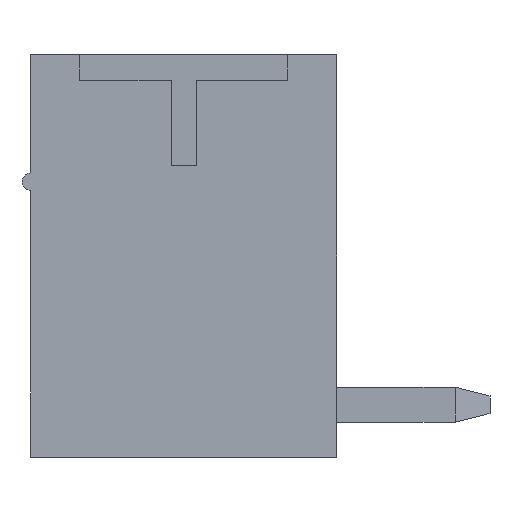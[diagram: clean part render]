
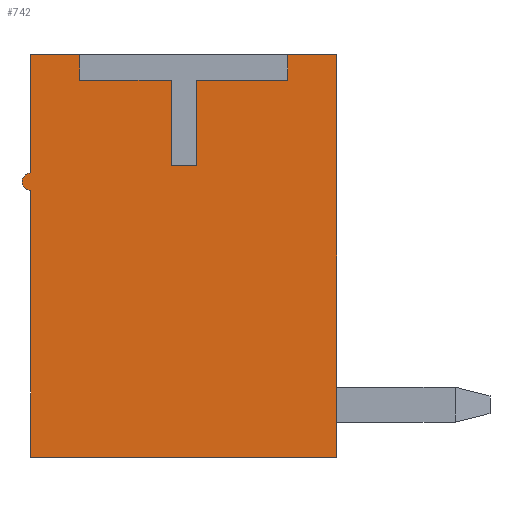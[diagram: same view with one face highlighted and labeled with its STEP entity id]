
A CAD part, left-side view. The second image highlights one B-rep face of the part: STEP entity #742.
In plain terms, the highlighted planar face has unit normal (-1, 0, 0).
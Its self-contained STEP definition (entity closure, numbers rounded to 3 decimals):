
#742 = ADVANCED_FACE( '', ( #1496 ), #1497, .F. );
#1496 = FACE_OUTER_BOUND( '', #2273, .T. );
#1497 = PLANE( '', #2274 );
#2273 = EDGE_LOOP( '', ( #4315, #4316, #4317, #4318, #4319, #4320, #4321, #4322, #4323, #4324, #4325, #4326, #4327, #4328 ) );
#2274 = AXIS2_PLACEMENT_3D( '', #4329, #4330, #4331 );
#4315 = ORIENTED_EDGE( '', *, *, #5001, .F. );
#4316 = ORIENTED_EDGE( '', *, *, #5624, .T. );
#4317 = ORIENTED_EDGE( '', *, *, #5587, .T. );
#4318 = ORIENTED_EDGE( '', *, *, #5145, .T. );
#4319 = ORIENTED_EDGE( '', *, *, #5460, .T. );
#4320 = ORIENTED_EDGE( '', *, *, #5625, .T. );
#4321 = ORIENTED_EDGE( '', *, *, #5590, .T. );
#4322 = ORIENTED_EDGE( '', *, *, #5626, .T. );
#4323 = ORIENTED_EDGE( '', *, *, #4997, .F. );
#4324 = ORIENTED_EDGE( '', *, *, #5520, .T. );
#4325 = ORIENTED_EDGE( '', *, *, #4841, .T. );
#4326 = ORIENTED_EDGE( '', *, *, #5177, .T. );
#4327 = ORIENTED_EDGE( '', *, *, #5407, .F. );
#4328 = ORIENTED_EDGE( '', *, *, #4908, .F. );
#4329 = CARTESIAN_POINT( '', ( -9.3, 0., 0. ) );
#4330 = DIRECTION( '', ( 1., 0., 0. ) );
#4331 = DIRECTION( '', ( 0., 0., -1. ) );
#4841 = EDGE_CURVE( '', #5822, #5820, #5823, .F. );
#4908 = EDGE_CURVE( '', #5941, #5943, #5944, .T. );
#4997 = EDGE_CURVE( '', #6100, #6102, #6103, .T. );
#5001 = EDGE_CURVE( '', #6108, #5941, #6110, .T. );
#5145 = EDGE_CURVE( '', #6350, #6351, #6352, .T. );
#5177 = EDGE_CURVE( '', #5820, #6396, #6398, .T. );
#5407 = EDGE_CURVE( '', #5943, #6396, #6726, .T. );
#5460 = EDGE_CURVE( '', #6351, #6797, #6798, .T. );
#5520 = EDGE_CURVE( '', #6100, #5822, #6870, .T. );
#5587 = EDGE_CURVE( '', #6953, #6350, #6954, .T. );
#5590 = EDGE_CURVE( '', #6957, #6958, #6959, .T. );
#5624 = EDGE_CURVE( '', #6108, #6953, #6996, .T. );
#5625 = EDGE_CURVE( '', #6797, #6957, #6997, .T. );
#5626 = EDGE_CURVE( '', #6958, #6102, #6998, .T. );
#5820 = VERTEX_POINT( '', #7249 );
#5822 = VERTEX_POINT( '', #7252 );
#5823 = CIRCLE( '', #7253, 0.2 );
#5941 = VERTEX_POINT( '', #7424 );
#5943 = VERTEX_POINT( '', #7427 );
#5944 = LINE( '', #7428, #7429 );
#6100 = VERTEX_POINT( '', #7656 );
#6102 = VERTEX_POINT( '', #7659 );
#6103 = LINE( '', #7660, #7661 );
#6108 = VERTEX_POINT( '', #7668 );
#6110 = LINE( '', #7671, #7672 );
#6350 = VERTEX_POINT( '', #8026 );
#6351 = VERTEX_POINT( '', #8027 );
#6352 = LINE( '', #8028, #8029 );
#6396 = VERTEX_POINT( '', #8094 );
#6398 = LINE( '', #8097, #8098 );
#6726 = LINE( '', #8593, #8594 );
#6797 = VERTEX_POINT( '', #8702 );
#6798 = LINE( '', #8703, #8704 );
#6870 = LINE( '', #8814, #8815 );
#6953 = VERTEX_POINT( '', #8938 );
#6954 = LINE( '', #8939, #8940 );
#6957 = VERTEX_POINT( '', #8944 );
#6958 = VERTEX_POINT( '', #8945 );
#6959 = LINE( '', #8946, #8947 );
#6996 = LINE( '', #9001, #9002 );
#6997 = LINE( '', #9003, #9004 );
#6998 = LINE( '', #9005, #9006 );
#7249 = CARTESIAN_POINT( '', ( -9.3, 3.4, 1.5 ) );
#7252 = CARTESIAN_POINT( '', ( -9.3, 3.4, 1.9 ) );
#7253 = AXIS2_PLACEMENT_3D( '', #9157, #9158, #9159 );
#7424 = CARTESIAN_POINT( '', ( -9.3, -3.6, 4.6 ) );
#7427 = CARTESIAN_POINT( '', ( -9.3, -3.6, -4.6 ) );
#7428 = CARTESIAN_POINT( '', ( -9.3, -3.6, 4.6 ) );
#7429 = VECTOR( '', #9220, 1000. );
#7656 = CARTESIAN_POINT( '', ( -9.3, 3.4, 4.6 ) );
#7659 = CARTESIAN_POINT( '', ( -9.3, 2.28, 4.6 ) );
#7660 = CARTESIAN_POINT( '', ( -9.3, 3.6, 4.6 ) );
#7661 = VECTOR( '', #9305, 1000. );
#7668 = CARTESIAN_POINT( '', ( -9.3, -2.48, 4.6 ) );
#7671 = CARTESIAN_POINT( '', ( -9.3, 3.6, 4.6 ) );
#7672 = VECTOR( '', #9309, 1000. );
#8026 = CARTESIAN_POINT( '', ( -9.3, -0.39, 4.02 ) );
#8027 = CARTESIAN_POINT( '', ( -9.3, -0.39, 2.06 ) );
#8028 = CARTESIAN_POINT( '', ( -9.3, -0.39, 4.02 ) );
#8029 = VECTOR( '', #9442, 1000. );
#8094 = CARTESIAN_POINT( '', ( -9.3, 3.4, -4.6 ) );
#8097 = CARTESIAN_POINT( '', ( -9.3, 3.4, 0. ) );
#8098 = VECTOR( '', #9471, 1000. );
#8593 = CARTESIAN_POINT( '', ( -9.3, -3.6, -4.6 ) );
#8594 = VECTOR( '', #9657, 1000. );
#8702 = CARTESIAN_POINT( '', ( -9.3, 0.19, 2.06 ) );
#8703 = CARTESIAN_POINT( '', ( -9.3, -0.39, 2.06 ) );
#8704 = VECTOR( '', #9698, 1000. );
#8814 = CARTESIAN_POINT( '', ( -9.3, 3.4, 0. ) );
#8815 = VECTOR( '', #9737, 1000. );
#8938 = CARTESIAN_POINT( '', ( -9.3, -2.48, 4.02 ) );
#8939 = CARTESIAN_POINT( '', ( -9.3, -2.48, 4.02 ) );
#8940 = VECTOR( '', #9781, 1000. );
#8944 = CARTESIAN_POINT( '', ( -9.3, 0.19, 4.02 ) );
#8945 = CARTESIAN_POINT( '', ( -9.3, 2.28, 4.02 ) );
#8946 = CARTESIAN_POINT( '', ( -9.3, 0.19, 4.02 ) );
#8947 = VECTOR( '', #9783, 1000. );
#9001 = CARTESIAN_POINT( '', ( -9.3, -2.48, 4.6 ) );
#9002 = VECTOR( '', #9801, 1000. );
#9003 = CARTESIAN_POINT( '', ( -9.3, 0.19, 2.06 ) );
#9004 = VECTOR( '', #9802, 1000. );
#9005 = CARTESIAN_POINT( '', ( -9.3, 2.28, 4.02 ) );
#9006 = VECTOR( '', #9803, 1000. );
#9157 = CARTESIAN_POINT( '', ( -9.3, 3.4, 1.7 ) );
#9158 = DIRECTION( '', ( 1., 0., 0. ) );
#9159 = DIRECTION( '', ( 0., 0., -1. ) );
#9220 = DIRECTION( '', ( 0., 0., -1. ) );
#9305 = DIRECTION( '', ( 0., -1., 0. ) );
#9309 = DIRECTION( '', ( 0., -1., 0. ) );
#9442 = DIRECTION( '', ( 0., 0., -1. ) );
#9471 = DIRECTION( '', ( 0., 0., -1. ) );
#9657 = DIRECTION( '', ( 0., 1., 0. ) );
#9698 = DIRECTION( '', ( 0., 1., 0. ) );
#9737 = DIRECTION( '', ( 0., 0., -1. ) );
#9781 = DIRECTION( '', ( 0., 1., 0. ) );
#9783 = DIRECTION( '', ( 0., 1., 0. ) );
#9801 = DIRECTION( '', ( 0., 0., -1. ) );
#9802 = DIRECTION( '', ( 0., 0., 1. ) );
#9803 = DIRECTION( '', ( 0., 0., 1. ) );
